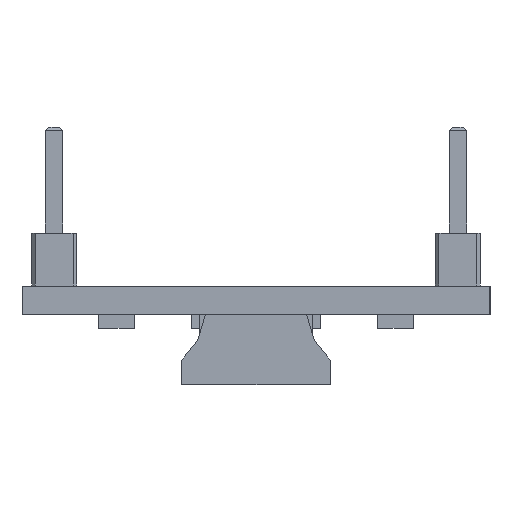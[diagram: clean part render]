
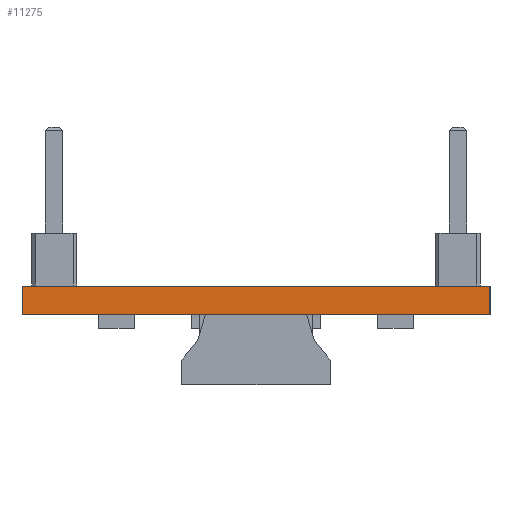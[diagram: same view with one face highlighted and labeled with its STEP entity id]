
A CAD part, left-side view. The second image highlights one B-rep face of the part: STEP entity #11275.
In plain terms, the highlighted planar face has unit normal (-1, 0, 0).
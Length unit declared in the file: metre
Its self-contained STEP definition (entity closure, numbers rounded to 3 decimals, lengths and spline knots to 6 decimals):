
#711=ORIENTED_EDGE('',*,*,#3293,.T.);
#712=ORIENTED_EDGE('',*,*,#3974,.T.);
#713=ORIENTED_EDGE('',*,*,#3297,.T.);
#714=ORIENTED_EDGE('',*,*,#3975,.F.);
#715=ORIENTED_EDGE('',*,*,#3969,.F.);
#716=ORIENTED_EDGE('',*,*,#3973,.T.);
#3293=EDGE_CURVE('',#4928,#4927,#5963,.T.);
#3297=EDGE_CURVE('',#4932,#4931,#5967,.T.);
#3969=EDGE_CURVE('',#5603,#5604,#6639,.T.);
#3973=EDGE_CURVE('',#5603,#4928,#6643,.T.);
#3974=EDGE_CURVE('',#4927,#4932,#6644,.T.);
#3975=EDGE_CURVE('',#5604,#4931,#6645,.T.);
#4927=VERTEX_POINT('',#15524);
#4928=VERTEX_POINT('',#15526);
#4931=VERTEX_POINT('',#15532);
#4932=VERTEX_POINT('',#15534);
#5603=VERTEX_POINT('',#16879);
#5604=VERTEX_POINT('',#16881);
#5963=LINE('',#15525,#7595);
#5967=LINE('',#15533,#7599);
#6639=LINE('',#16880,#8271);
#6643=LINE('',#16887,#8275);
#6644=LINE('',#16889,#8276);
#6645=LINE('',#16890,#8277);
#7595=VECTOR('',#12588,1.);
#7599=VECTOR('',#12592,1.);
#8271=VECTOR('',#13270,1.);
#8275=VECTOR('',#13278,1.);
#8276=VECTOR('',#13281,1.);
#8277=VECTOR('',#13282,1.);
#9278=EDGE_LOOP('',(#711,#712,#713,#714,#715,#716));
#9976=FACE_BOUND('',#9278,.T.);
#10627=PLANE('',#11937);
#11275=ADVANCED_FACE('',(#9976),#10627,.F.);
#11937=AXIS2_PLACEMENT_3D('',#16888,#13279,#13280);
#12588=DIRECTION('',(0.,-1.,0.));
#12592=DIRECTION('',(0.,-1.,0.));
#13270=DIRECTION('',(0.,-1.,0.));
#13278=DIRECTION('',(0.,0.,-1.));
#13279=DIRECTION('',(1.,0.,0.));
#13280=DIRECTION('',(0.,1.,0.));
#13281=DIRECTION('',(0.,-1.,0.));
#13282=DIRECTION('',(0.,0.,-1.));
#15524=CARTESIAN_POINT('',(-0.02675,0.00286,0.));
#15525=CARTESIAN_POINT('',(-0.02675,-0.01325,0.));
#15526=CARTESIAN_POINT('',(-0.02675,0.01325,0.));
#15532=CARTESIAN_POINT('',(-0.02675,-0.01325,0.));
#15533=CARTESIAN_POINT('',(-0.02675,-0.01325,0.));
#15534=CARTESIAN_POINT('',(-0.02675,-0.00286,0.));
#16879=CARTESIAN_POINT('',(-0.02675,0.01325,0.0016));
#16880=CARTESIAN_POINT('',(-0.02675,-0.01325,0.0016));
#16881=CARTESIAN_POINT('',(-0.02675,-0.01325,0.0016));
#16887=CARTESIAN_POINT('',(-0.02675,0.01325,0.0016));
#16888=CARTESIAN_POINT('',(-0.02675,-0.01325,0.0016));
#16889=CARTESIAN_POINT('',(-0.02675,-0.01325,0.));
#16890=CARTESIAN_POINT('',(-0.02675,-0.01325,0.0016));
